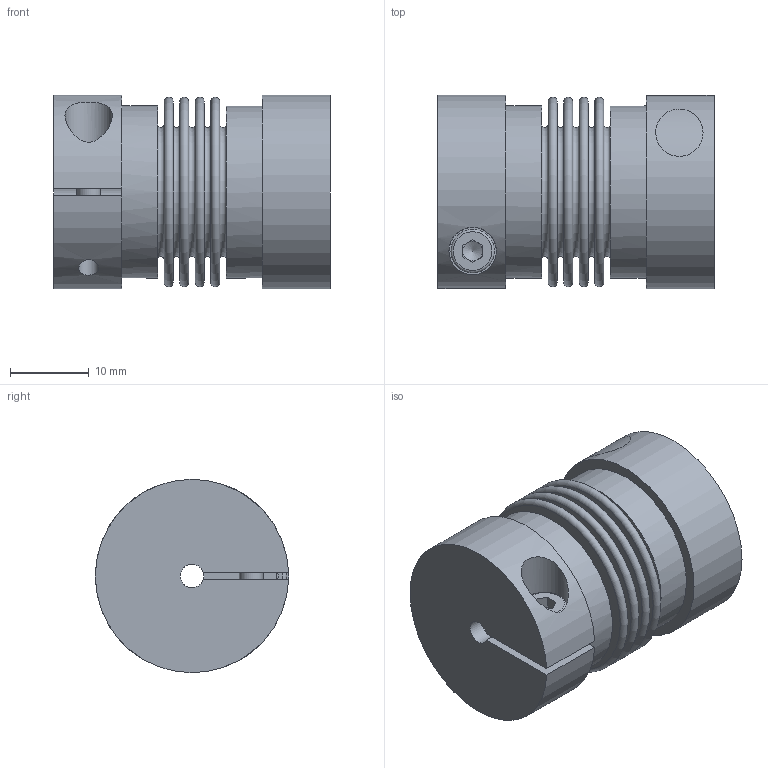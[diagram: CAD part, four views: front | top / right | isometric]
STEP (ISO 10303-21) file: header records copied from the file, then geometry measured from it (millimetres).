
FILE_DESCRIPTION( ( 'Unknown' ), '1' );
FILE_NAME( 'MKP 2.stp', 'Unknown', ( 'Unknown' ), ( 'Unknown' ), 'PSStep 10.1', 'Unknown', ' ' );
FILE_SCHEMA( ( 'AUTOMOTIVE_DESIGN { 1 0 10303 214 1 1 1 1 }' ) );
Length unit declared in the file: millimetre
Products named in the file (1): MKP  2
Bounding box: 35 x 24.5 x 24.49 mm (x, y, z)
Volume: 11064.7 mm3; surface area: 9662.1 mm2
Topology: 1 solids, 2 shells, 105 faces, 216 edges, 138 vertices
Faces by surface type: plane 64, torus 20, cylinder 19, cone 2
Full cylindrical faces by diameter (mm): 2.5 x2, 3 x2, 3.4 x2, 5.5 x2, 6 x2, 21.8 x2
Entity records: 4068 total; most frequent: CARTESIAN_POINT 1127, DIRECTION 462, ORIENTED_EDGE 340, AXIS2_PLACEMENT_3D 191, EDGE_CURVE 170, EDGE_LOOP 168, FACE_OUTER_BOUND 136, VERTEX_POINT 128
